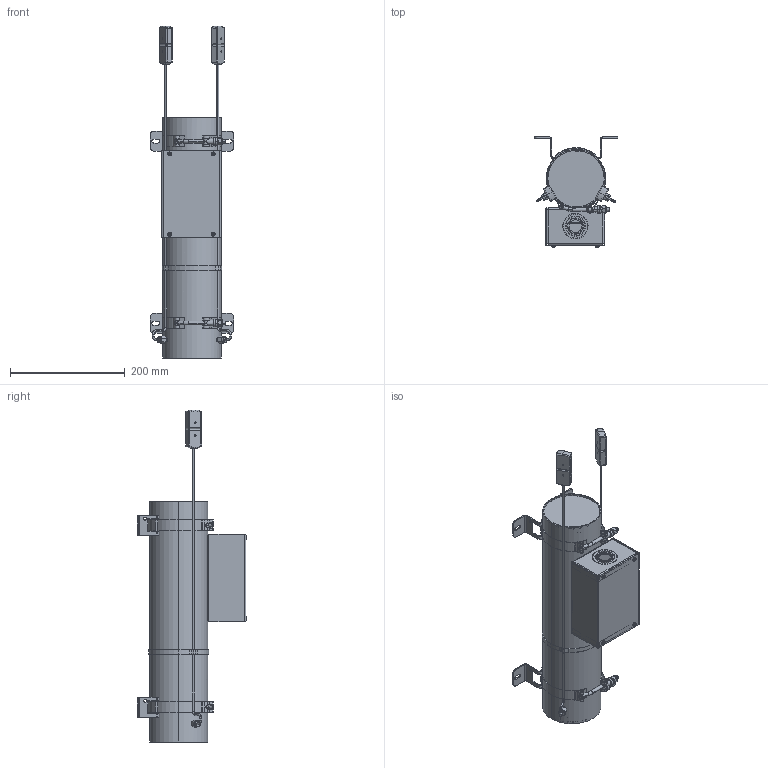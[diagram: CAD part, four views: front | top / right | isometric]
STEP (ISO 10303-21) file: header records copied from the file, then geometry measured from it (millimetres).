
FILE_DESCRIPTION (( 'STEP AP203' ), '1' );
FILE_NAME ('FT400 SHORT NF-NF-TF2 SEP2017 203.STEP', '2017-09-01T14:46:10', ( '' ), ( '' ), 'SwSTEP 2.0', 'SolidWorks 2017', '' );
FILE_SCHEMA (( 'CONFIG_CONTROL_DESIGN' ));
Products named in the file (1): FT400 SHORT NF-NF-TF2 SEP2017 203
Bounding box: 145.59 x 191.69 x 578.83 mm (x, y, z)
Volume: 514891.5 mm3; surface area: 562202.8 mm2
Topology: 46 solids, 46 shells, 1663 faces, 4368 edges, 2764 vertices
Faces by surface type: cylinder 701, plane 620, cone 230, bspline 96, torus 16
Entity records: 56754 total; most frequent: CARTESIAN_POINT 15669, ORIENTED_EDGE 8672, DIRECTION 8628, EDGE_CURVE 4336, AXIS2_PLACEMENT_3D 3224, VERTEX_POINT 2764, VECTOR 2180, LINE 2180
